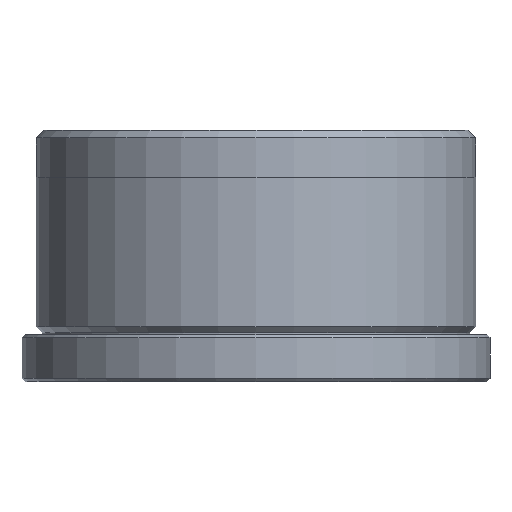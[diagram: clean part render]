
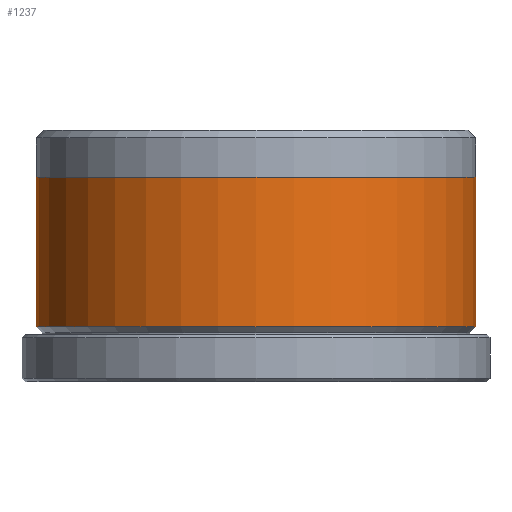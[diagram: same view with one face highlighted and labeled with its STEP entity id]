
A CAD part, front view. The second image highlights one B-rep face of the part: STEP entity #1237.
In plain terms, the highlighted cylindrical face has radius 14 mm (diameter 28 mm), a partial arc.
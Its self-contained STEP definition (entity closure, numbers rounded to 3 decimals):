
#50 = EDGE_CURVE ( 'NONE', #1573, #775, #888, .T. ) ;
#62 = VERTEX_POINT ( 'NONE', #638 ) ;
#84 = AXIS2_PLACEMENT_3D ( 'NONE', #1761, #2301, #2116 ) ;
#88 = CARTESIAN_POINT ( 'NONE',  ( 14., 0., 13. ) ) ;
#140 = DIRECTION ( 'NONE',  ( 0., 0., -1. ) ) ;
#158 = CIRCLE ( 'NONE', #84, 14. ) ;
#638 = CARTESIAN_POINT ( 'NONE',  ( -14., 0., 13. ) ) ;
#642 = AXIS2_PLACEMENT_3D ( 'NONE', #716, #776, #1099 ) ;
#716 = CARTESIAN_POINT ( 'NONE',  ( 0., 0., 16. ) ) ;
#747 = DIRECTION ( 'NONE',  ( 0., 0., -1. ) ) ;
#758 = VECTOR ( 'NONE', #140, 1000. ) ;
#775 = VERTEX_POINT ( 'NONE', #2220 ) ;
#776 = DIRECTION ( 'NONE',  ( 0., 0., -1. ) ) ;
#841 = EDGE_LOOP ( 'NONE', ( #1859, #2025, #1603, #1161 ) ) ;
#888 = CIRCLE ( 'NONE', #2178, 14. ) ;
#1079 = CYLINDRICAL_SURFACE ( 'NONE', #642, 14. ) ;
#1099 = DIRECTION ( 'NONE',  ( -1., 0., 0. ) ) ;
#1161 = ORIENTED_EDGE ( 'NONE', *, *, #50, .F. ) ;
#1208 = EDGE_CURVE ( 'NONE', #1714, #1573, #1253, .T. ) ;
#1211 = CARTESIAN_POINT ( 'NONE',  ( -14., 0., 16. ) ) ;
#1237 = ADVANCED_FACE ( 'NONE', ( #2002 ), #1079, .T. ) ;
#1253 = LINE ( 'NONE', #2370, #758 ) ;
#1420 = CARTESIAN_POINT ( 'NONE',  ( 14., 0., 3.5 ) ) ;
#1454 = EDGE_CURVE ( 'NONE', #62, #1714, #158, .T. ) ;
#1473 = EDGE_CURVE ( 'NONE', #62, #775, #1618, .T. ) ;
#1554 = VECTOR ( 'NONE', #747, 1000. ) ;
#1559 = CARTESIAN_POINT ( 'NONE',  ( 0., 0., 3.5 ) ) ;
#1573 = VERTEX_POINT ( 'NONE', #1420 ) ;
#1577 = DIRECTION ( 'NONE',  ( 0., 0., -1. ) ) ;
#1603 = ORIENTED_EDGE ( 'NONE', *, *, #1473, .T. ) ;
#1618 = LINE ( 'NONE', #1211, #1554 ) ;
#1708 = DIRECTION ( 'NONE',  ( -1., 0., 0. ) ) ;
#1714 = VERTEX_POINT ( 'NONE', #88 ) ;
#1761 = CARTESIAN_POINT ( 'NONE',  ( 0., 0., 13. ) ) ;
#1859 = ORIENTED_EDGE ( 'NONE', *, *, #1208, .F. ) ;
#2002 = FACE_OUTER_BOUND ( 'NONE', #841, .T. ) ;
#2025 = ORIENTED_EDGE ( 'NONE', *, *, #1454, .F. ) ;
#2116 = DIRECTION ( 'NONE',  ( 1., 0., 0. ) ) ;
#2178 = AXIS2_PLACEMENT_3D ( 'NONE', #1559, #1577, #1708 ) ;
#2220 = CARTESIAN_POINT ( 'NONE',  ( -14., 0., 3.5 ) ) ;
#2301 = DIRECTION ( 'NONE',  ( 0., 0., 1. ) ) ;
#2370 = CARTESIAN_POINT ( 'NONE',  ( 14., 0., 16. ) ) ;
